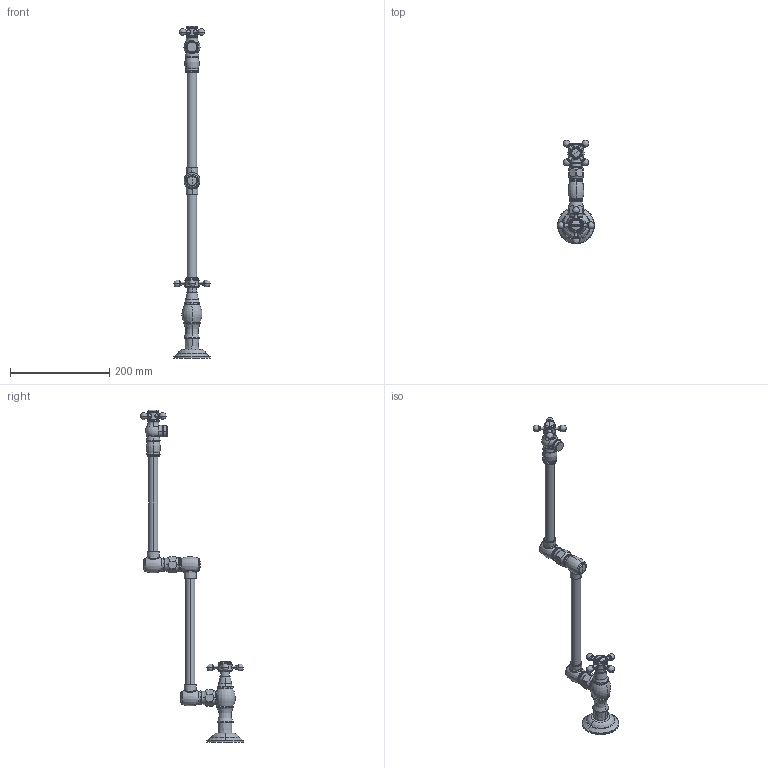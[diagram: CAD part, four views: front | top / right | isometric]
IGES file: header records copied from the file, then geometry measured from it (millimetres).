
Start section:  PTC IGES file: 9481.igs
Global section: file name: 9481.igs; native system: Creo Parametric by PTC Inc.; preprocessor: 2018400; author: jinson.thomas; organization: Unknown; date: 20201201.093528; units: inch
Bounding box: 74.17 x 207.98 x 669.8 mm (x, y, z)
Volume: 477859.9 mm3; surface area: 88332.7 mm2
Topology: 1 solids, 2 shells, 475 faces, 1082 edges, 632 vertices
Faces by surface type: revolution 363, bspline 108, extrusion 4
